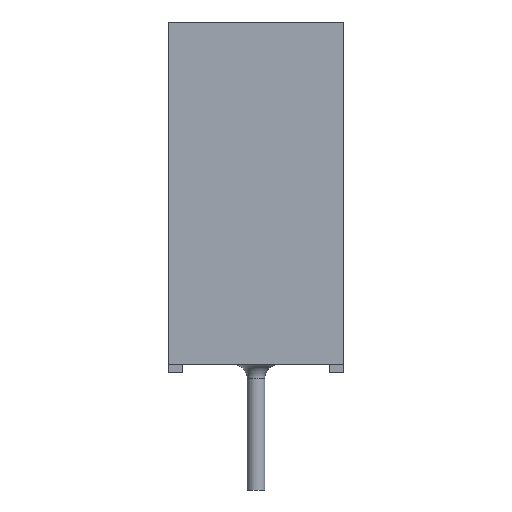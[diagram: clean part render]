
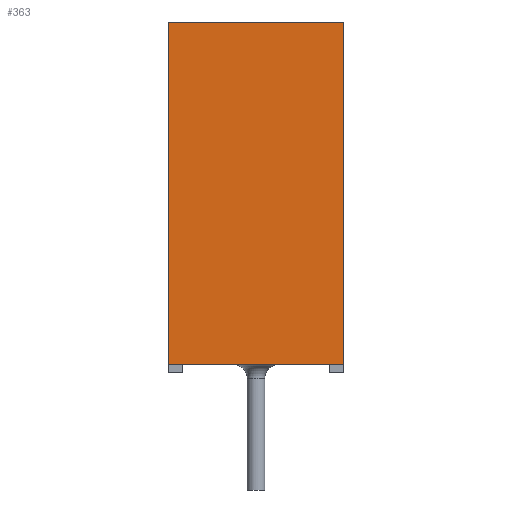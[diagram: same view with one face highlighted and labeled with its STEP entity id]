
A CAD part, left-side view. The second image highlights one B-rep face of the part: STEP entity #363.
In plain terms, the highlighted planar face has unit normal (-1, 0, 0).
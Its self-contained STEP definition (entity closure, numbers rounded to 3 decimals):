
#363 = ADVANCED_FACE( '', ( #891 ), #892, .F. );
#891 = FACE_OUTER_BOUND( '', #1637, .T. );
#892 = PLANE( '', #1638 );
#1637 = EDGE_LOOP( '', ( #2887, #2888, #2889, #2890 ) );
#1638 = AXIS2_PLACEMENT_3D( '', #2891, #2892, #2893 );
#2887 = ORIENTED_EDGE( '', *, *, #5216, .T. );
#2888 = ORIENTED_EDGE( '', *, *, #5217, .F. );
#2889 = ORIENTED_EDGE( '', *, *, #5218, .F. );
#2890 = ORIENTED_EDGE( '', *, *, #5219, .T. );
#2891 = CARTESIAN_POINT( '', ( -5., -3., 5.85 ) );
#2892 = DIRECTION( '', ( 1., 0., 0. ) );
#2893 = DIRECTION( '', ( 0., 0., -1. ) );
#5216 = EDGE_CURVE( '', #6200, #6201, #6202, .T. );
#5217 = EDGE_CURVE( '', #6203, #6201, #6204, .T. );
#5218 = EDGE_CURVE( '', #6205, #6203, #6206, .T. );
#5219 = EDGE_CURVE( '', #6205, #6200, #6207, .T. );
#6200 = VERTEX_POINT( '', #8083 );
#6201 = VERTEX_POINT( '', #8084 );
#6202 = LINE( '', #8085, #8086 );
#6203 = VERTEX_POINT( '', #8087 );
#6204 = LINE( '', #8088, #8089 );
#6205 = VERTEX_POINT( '', #8090 );
#6206 = LINE( '', #8091, #8092 );
#6207 = LINE( '', #8093, #8094 );
#8083 = CARTESIAN_POINT( '', ( -5., 3., 5.85 ) );
#8084 = CARTESIAN_POINT( '', ( -5., 3., -5.85 ) );
#8085 = CARTESIAN_POINT( '', ( -5., 3., 5.85 ) );
#8086 = VECTOR( '', #10266, 1000. );
#8087 = CARTESIAN_POINT( '', ( -5., -3., -5.85 ) );
#8088 = CARTESIAN_POINT( '', ( -5., -3., -5.85 ) );
#8089 = VECTOR( '', #10267, 1000. );
#8090 = CARTESIAN_POINT( '', ( -5., -3., 5.85 ) );
#8091 = CARTESIAN_POINT( '', ( -5., -3., 5.85 ) );
#8092 = VECTOR( '', #10268, 1000. );
#8093 = CARTESIAN_POINT( '', ( -5., -3., 5.85 ) );
#8094 = VECTOR( '', #10269, 1000. );
#10266 = DIRECTION( '', ( 0., 0., -1. ) );
#10267 = DIRECTION( '', ( 0., 1., 0. ) );
#10268 = DIRECTION( '', ( 0., 0., -1. ) );
#10269 = DIRECTION( '', ( 0., 1., 0. ) );
